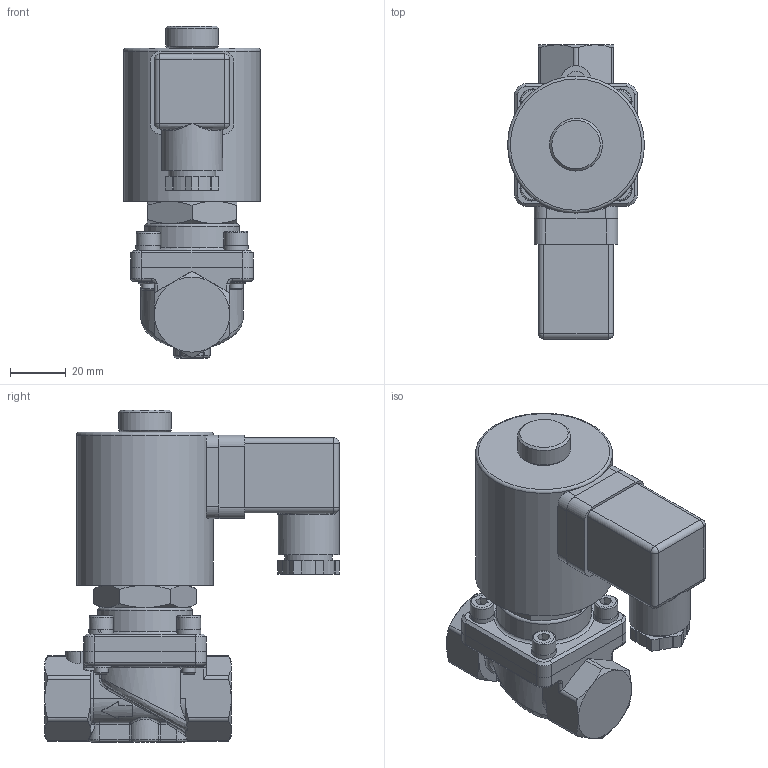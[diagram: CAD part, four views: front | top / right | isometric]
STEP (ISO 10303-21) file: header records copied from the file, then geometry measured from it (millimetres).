
FILE_DESCRIPTION(/* description */ ('3D-Modell'),/* implementation_level */ '2;1');
FILE_NAME(/* name */ '035.000060_A3523-0804-.802.stp',/* time_stamp */ '2017-12-19T08:23:44+01:00',/* author */ ('CBeuthner'),/* organization */ (''),/* preprocessor_version */ 'ST-DEVELOPER v16.1',/* originating_system */ 'Autodesk Inventor 2016',/* authorisation */ '');
FILE_SCHEMA (('CONFIG_CONTROL_DESIGN'));
Length unit declared in the file: millimetre
Products named in the file (1): 88-002716
Bounding box: 49.2 x 105.8 x 119.3 mm (x, y, z)
Volume: 165305.5 mm3; surface area: 44309.3 mm2
Topology: 1 solids, 1 shells, 493 faces, 1252 edges, 767 vertices
Faces by surface type: plane 194, cylinder 151, torus 48, cone 48, bspline 38, sphere 14
Full cylindrical faces by diameter (mm): 2.459 x1, 2.5 x1, 3.242 x3, 4.5 x1, 5 x6, 5.5 x8, 6.5 x1, 7 x3, 8.5 x5, 17 x1, 19 x1, 22 x1, 34 x1, 44 x1, 49.2 x1
Entity records: 21150 total; most frequent: CARTESIAN_POINT 10035, ORIENTED_EDGE 2336, DIRECTION 2278, EDGE_CURVE 1162, AXIS2_PLACEMENT_3D 912, VERTEX_POINT 743, EDGE_LOOP 577, FACE_OUTER_BOUND 493
